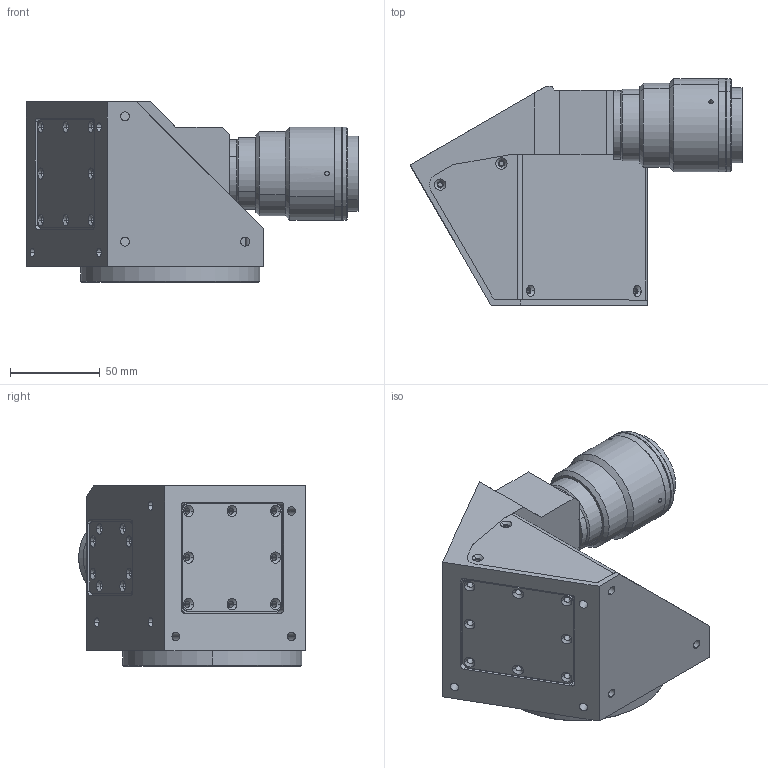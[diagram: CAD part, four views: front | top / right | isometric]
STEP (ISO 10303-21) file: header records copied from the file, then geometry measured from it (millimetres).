
FILE_DESCRIPTION (( 'STEP AP214' ), '1' );
FILE_NAME ('TCCR2M064-E.STEP', '2015-07-21T09:47:48', ( '' ), ( '' ), 'SwSTEP 2.0', 'SolidWorks 2013', '' );
FILE_SCHEMA (( 'AUTOMOTIVE_DESIGN' ));
Length unit declared in the file: millimetre
Products named in the file (1): TCCR2M064-E
Bounding box: 185.18 x 126.5 x 100.5 mm (x, y, z)
Surface area: 98508 mm2 (no closed solid volume)
Topology: 0 solids, 13 shells, 277 faces, 841 edges, 577 vertices
Faces by surface type: cylinder 132, plane 83, cone 60, sphere 2
Entity records: 12774 total; most frequent: CARTESIAN_POINT 1942, DIRECTION 1756, ORIENTED_EDGE 1384, EDGE_CURVE 841, AXIS2_PLACEMENT_3D 655, VERTEX_POINT 577, VECTOR 446, LINE 446
